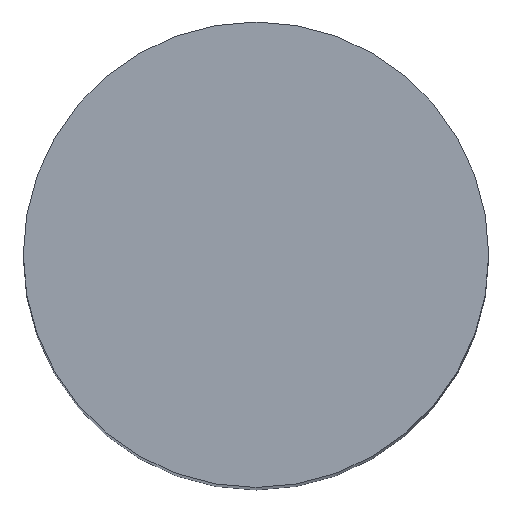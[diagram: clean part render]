
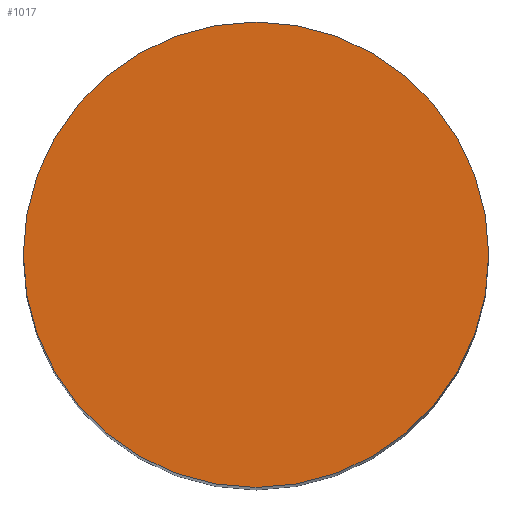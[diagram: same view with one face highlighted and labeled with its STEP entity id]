
A CAD part, top view. The second image highlights one B-rep face of the part: STEP entity #1017.
In plain terms, the highlighted planar face has unit normal (0, 0, 1).
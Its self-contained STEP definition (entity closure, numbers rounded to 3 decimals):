
#49 = EDGE_CURVE ( 'NONE', #998, #1031, #2379, .T. ) ;
#177 = AXIS2_PLACEMENT_3D ( 'NONE', #2111, #723, #1828 ) ;
#328 = CARTESIAN_POINT ( 'NONE',  ( 0., 0., 160. ) ) ;
#475 = CARTESIAN_POINT ( 'NONE',  ( -20.25, 0., 160. ) ) ;
#490 = PLANE ( 'NONE',  #177 ) ;
#641 = AXIS2_PLACEMENT_3D ( 'NONE', #328, #787, #2423 ) ;
#723 = DIRECTION ( 'NONE',  ( 0., 0., 1. ) ) ;
#787 = DIRECTION ( 'NONE',  ( 0., 0., -1. ) ) ;
#795 = FACE_OUTER_BOUND ( 'NONE', #2972, .T. ) ;
#998 = VERTEX_POINT ( 'NONE', #1382 ) ;
#1017 = ADVANCED_FACE ( 'NONE', ( #795 ), #490, .T. ) ;
#1031 = VERTEX_POINT ( 'NONE', #475 ) ;
#1037 = DIRECTION ( 'NONE',  ( -1., 0., 0. ) ) ;
#1115 = EDGE_CURVE ( 'NONE', #1031, #998, #2914, .T. ) ;
#1382 = CARTESIAN_POINT ( 'NONE',  ( 20.25, 0., 160. ) ) ;
#1670 = AXIS2_PLACEMENT_3D ( 'NONE', #1949, #2923, #1037 ) ;
#1828 = DIRECTION ( 'NONE',  ( 1., 0., 0. ) ) ;
#1877 = ORIENTED_EDGE ( 'NONE', *, *, #1115, .F. ) ;
#1949 = CARTESIAN_POINT ( 'NONE',  ( 0., 0., 160. ) ) ;
#2111 = CARTESIAN_POINT ( 'NONE',  ( 0., 20.25, 160. ) ) ;
#2379 = CIRCLE ( 'NONE', #1670, 20.25 ) ;
#2423 = DIRECTION ( 'NONE',  ( -1., 0., 0. ) ) ;
#2441 = ORIENTED_EDGE ( 'NONE', *, *, #49, .F. ) ;
#2914 = CIRCLE ( 'NONE', #641, 20.25 ) ;
#2923 = DIRECTION ( 'NONE',  ( 0., 0., -1. ) ) ;
#2972 = EDGE_LOOP ( 'NONE', ( #1877, #2441 ) ) ;
